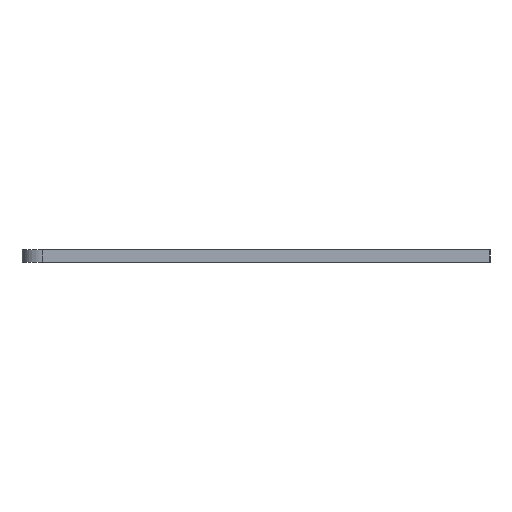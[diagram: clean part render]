
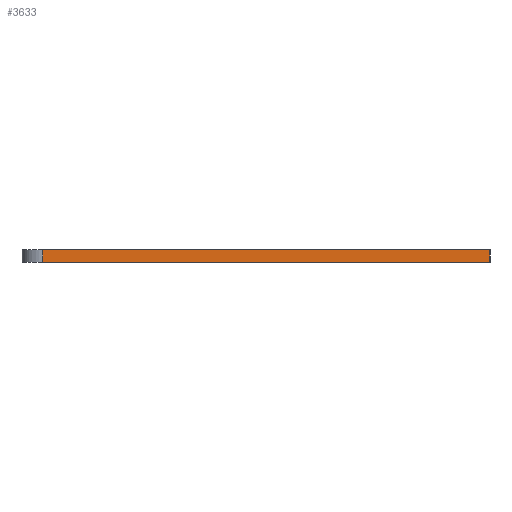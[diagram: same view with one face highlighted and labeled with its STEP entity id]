
A CAD part, left-side view. The second image highlights one B-rep face of the part: STEP entity #3633.
In plain terms, the highlighted planar face has unit normal (-1, 0, 0).
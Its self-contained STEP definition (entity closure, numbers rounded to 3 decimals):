
#44 = PLANE('',#45);
#45 = AXIS2_PLACEMENT_3D('',#46,#47,#48);
#46 = CARTESIAN_POINT('',(0.,0.,0.));
#47 = DIRECTION('',(-0.,-0.,-1.));
#48 = DIRECTION('',(-1.,0.,0.));
#72 = CYLINDRICAL_SURFACE('',#73,5.);
#73 = AXIS2_PLACEMENT_3D('',#74,#75,#76);
#74 = CARTESIAN_POINT('',(-94.,51.25,0.));
#75 = DIRECTION('',(0.,0.,1.));
#76 = DIRECTION('',(0.,1.,0.));
#100 = PLANE('',#101);
#101 = AXIS2_PLACEMENT_3D('',#102,#103,#104);
#102 = CARTESIAN_POINT('',(0.,0.,3.));
#103 = DIRECTION('',(-0.,-0.,-1.));
#104 = DIRECTION('',(-1.,0.,0.));
#142 = VERTEX_POINT('',#143);
#143 = CARTESIAN_POINT('',(-99.,51.25,0.));
#401 = VERTEX_POINT('',#402);
#402 = CARTESIAN_POINT('',(-99.,-56.25,0.));
#416 = PLANE('',#417);
#417 = AXIS2_PLACEMENT_3D('',#418,#419,#420);
#418 = CARTESIAN_POINT('',(99.,-56.25,0.));
#419 = DIRECTION('',(0.,-1.,0.));
#420 = DIRECTION('',(-1.,0.,0.));
#428 = EDGE_CURVE('',#401,#142,#429,.T.);
#429 = SURFACE_CURVE('',#430,(#434,#441),.PCURVE_S1.);
#430 = LINE('',#431,#432);
#431 = CARTESIAN_POINT('',(-99.,-56.25,0.));
#432 = VECTOR('',#433,1.);
#433 = DIRECTION('',(0.,1.,0.));
#434 = PCURVE('',#44,#435);
#435 = DEFINITIONAL_REPRESENTATION('',(#436),#440);
#436 = LINE('',#437,#438);
#437 = CARTESIAN_POINT('',(99.,-56.25));
#438 = VECTOR('',#439,1.);
#439 = DIRECTION('',(0.,1.));
#440 = ( GEOMETRIC_REPRESENTATION_CONTEXT(2) 
PARAMETRIC_REPRESENTATION_CONTEXT() REPRESENTATION_CONTEXT('2D SPACE',''
  ) );
#441 = PCURVE('',#442,#447);
#442 = PLANE('',#443);
#443 = AXIS2_PLACEMENT_3D('',#444,#445,#446);
#444 = CARTESIAN_POINT('',(-99.,-56.25,0.));
#445 = DIRECTION('',(-1.,0.,0.));
#446 = DIRECTION('',(0.,1.,0.));
#447 = DEFINITIONAL_REPRESENTATION('',(#448),#452);
#448 = LINE('',#449,#450);
#449 = CARTESIAN_POINT('',(0.,0.));
#450 = VECTOR('',#451,1.);
#451 = DIRECTION('',(1.,0.));
#452 = ( GEOMETRIC_REPRESENTATION_CONTEXT(2) 
PARAMETRIC_REPRESENTATION_CONTEXT() REPRESENTATION_CONTEXT('2D SPACE',''
  ) );
#2003 = EDGE_CURVE('',#142,#2004,#2006,.T.);
#2004 = VERTEX_POINT('',#2005);
#2005 = CARTESIAN_POINT('',(-99.,51.25,3.));
#2006 = SURFACE_CURVE('',#2007,(#2011,#2018),.PCURVE_S1.);
#2007 = LINE('',#2008,#2009);
#2008 = CARTESIAN_POINT('',(-99.,51.25,0.));
#2009 = VECTOR('',#2010,1.);
#2010 = DIRECTION('',(0.,0.,1.));
#2011 = PCURVE('',#72,#2012);
#2012 = DEFINITIONAL_REPRESENTATION('',(#2013),#2017);
#2013 = LINE('',#2014,#2015);
#2014 = CARTESIAN_POINT('',(1.571,0.));
#2015 = VECTOR('',#2016,1.);
#2016 = DIRECTION('',(0.,1.));
#2017 = ( GEOMETRIC_REPRESENTATION_CONTEXT(2) 
PARAMETRIC_REPRESENTATION_CONTEXT() REPRESENTATION_CONTEXT('2D SPACE',''
  ) );
#2018 = PCURVE('',#442,#2019);
#2019 = DEFINITIONAL_REPRESENTATION('',(#2020),#2024);
#2020 = LINE('',#2021,#2022);
#2021 = CARTESIAN_POINT('',(107.5,0.));
#2022 = VECTOR('',#2023,1.);
#2023 = DIRECTION('',(0.,-1.));
#2024 = ( GEOMETRIC_REPRESENTATION_CONTEXT(2) 
PARAMETRIC_REPRESENTATION_CONTEXT() REPRESENTATION_CONTEXT('2D SPACE',''
  ) );
#2281 = VERTEX_POINT('',#2282);
#2282 = CARTESIAN_POINT('',(-99.,-56.25,3.));
#2303 = EDGE_CURVE('',#2281,#2004,#2304,.T.);
#2304 = SURFACE_CURVE('',#2305,(#2309,#2316),.PCURVE_S1.);
#2305 = LINE('',#2306,#2307);
#2306 = CARTESIAN_POINT('',(-99.,-56.25,3.));
#2307 = VECTOR('',#2308,1.);
#2308 = DIRECTION('',(0.,1.,0.));
#2309 = PCURVE('',#100,#2310);
#2310 = DEFINITIONAL_REPRESENTATION('',(#2311),#2315);
#2311 = LINE('',#2312,#2313);
#2312 = CARTESIAN_POINT('',(99.,-56.25));
#2313 = VECTOR('',#2314,1.);
#2314 = DIRECTION('',(0.,1.));
#2315 = ( GEOMETRIC_REPRESENTATION_CONTEXT(2) 
PARAMETRIC_REPRESENTATION_CONTEXT() REPRESENTATION_CONTEXT('2D SPACE',''
  ) );
#2316 = PCURVE('',#442,#2317);
#2317 = DEFINITIONAL_REPRESENTATION('',(#2318),#2322);
#2318 = LINE('',#2319,#2320);
#2319 = CARTESIAN_POINT('',(0.,-3.));
#2320 = VECTOR('',#2321,1.);
#2321 = DIRECTION('',(1.,0.));
#2322 = ( GEOMETRIC_REPRESENTATION_CONTEXT(2) 
PARAMETRIC_REPRESENTATION_CONTEXT() REPRESENTATION_CONTEXT('2D SPACE',''
  ) );
#3633 = ADVANCED_FACE('',(#3634),#442,.T.);
#3634 = FACE_BOUND('',#3635,.T.);
#3635 = EDGE_LOOP('',(#3636,#3637,#3658,#3659));
#3636 = ORIENTED_EDGE('',*,*,#428,.F.);
#3637 = ORIENTED_EDGE('',*,*,#3638,.T.);
#3638 = EDGE_CURVE('',#401,#2281,#3639,.T.);
#3639 = SURFACE_CURVE('',#3640,(#3644,#3651),.PCURVE_S1.);
#3640 = LINE('',#3641,#3642);
#3641 = CARTESIAN_POINT('',(-99.,-56.25,0.));
#3642 = VECTOR('',#3643,1.);
#3643 = DIRECTION('',(0.,0.,1.));
#3644 = PCURVE('',#442,#3645);
#3645 = DEFINITIONAL_REPRESENTATION('',(#3646),#3650);
#3646 = LINE('',#3647,#3648);
#3647 = CARTESIAN_POINT('',(0.,0.));
#3648 = VECTOR('',#3649,1.);
#3649 = DIRECTION('',(0.,-1.));
#3650 = ( GEOMETRIC_REPRESENTATION_CONTEXT(2) 
PARAMETRIC_REPRESENTATION_CONTEXT() REPRESENTATION_CONTEXT('2D SPACE',''
  ) );
#3651 = PCURVE('',#416,#3652);
#3652 = DEFINITIONAL_REPRESENTATION('',(#3653),#3657);
#3653 = LINE('',#3654,#3655);
#3654 = CARTESIAN_POINT('',(198.,0.));
#3655 = VECTOR('',#3656,1.);
#3656 = DIRECTION('',(0.,-1.));
#3657 = ( GEOMETRIC_REPRESENTATION_CONTEXT(2) 
PARAMETRIC_REPRESENTATION_CONTEXT() REPRESENTATION_CONTEXT('2D SPACE',''
  ) );
#3658 = ORIENTED_EDGE('',*,*,#2303,.T.);
#3659 = ORIENTED_EDGE('',*,*,#2003,.F.);
